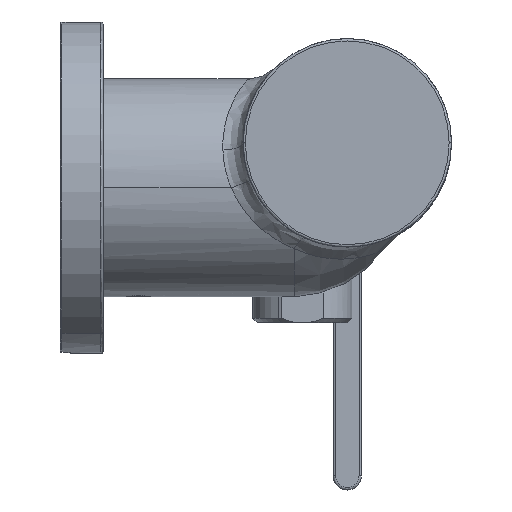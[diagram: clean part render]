
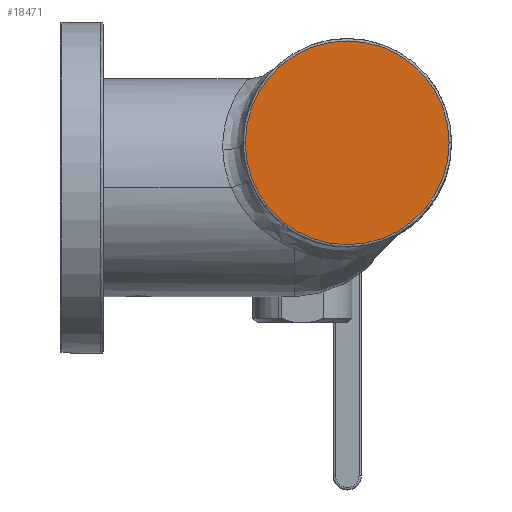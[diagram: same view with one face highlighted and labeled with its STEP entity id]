
A CAD part, front view. The second image highlights one B-rep face of the part: STEP entity #18471.
In plain terms, the highlighted planar face has unit normal (0, -1, 0).
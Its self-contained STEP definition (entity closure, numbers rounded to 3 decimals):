
#11086=CARTESIAN_POINT(' ',(84.,-75.,8.));
#11087=VERTEX_POINT(' ',#11086);
#11101=CARTESIAN_POINT(' ',(62.5,-75.,8.));
#11106=DIRECTION(' ',(0.,1.,-0.));
#11111=DIRECTION(' ',(1.,0.,0.));
#11116=AXIS2_PLACEMENT_3D(' ',#11101,#11106,#11111);
#11121=CIRCLE('',#11116,21.5);
#11126=CARTESIAN_POINT(' ',(41.,-75.,8.));
#11127=VERTEX_POINT(' ',#11126);
#11131=EDGE_CURVE(' ',#11087,#11127,#11121,.T.);
#18226=CARTESIAN_POINT(' ',(62.5,-75.,8.));
#18231=DIRECTION(' ',(0.,1.,0.));
#18236=DIRECTION(' ',(-1.,0.,0.));
#18241=AXIS2_PLACEMENT_3D(' ',#18226,#18231,#18236);
#18246=CIRCLE('',#18241,21.5);
#18251=EDGE_CURVE(' ',#11127,#11087,#18246,.T.);
#18426=DIRECTION(' ',(0.,-1.,0.));
#18431=CARTESIAN_POINT(' ',(84.,-75.,-13.579));
#18436=DIRECTION(' ',(0.,0.,1.));
#18441=AXIS2_PLACEMENT_3D(' ',#18431,#18426,#18436);
#18446=PLANE('',#18441);
#18451=ORIENTED_EDGE(' ',*,*,#18251,.F.);
#18456=ORIENTED_EDGE(' ',*,*,#11131,.F.);
#18461=EDGE_LOOP(' ',(#18451,#18456));
#18466=FACE_OUTER_BOUND(' ',#18461,.T.);
#18471=ADVANCED_FACE('',(#18466),#18446,.T.);
